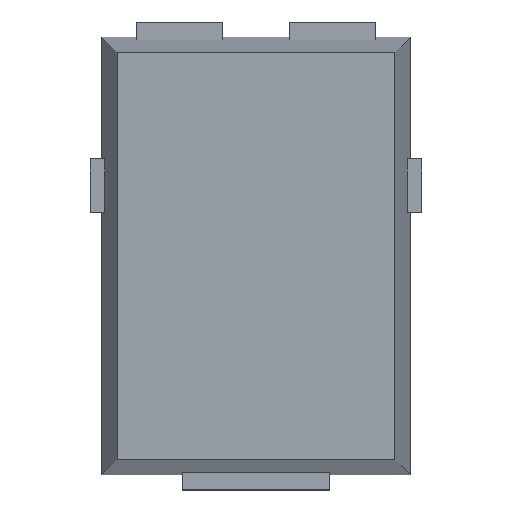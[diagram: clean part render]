
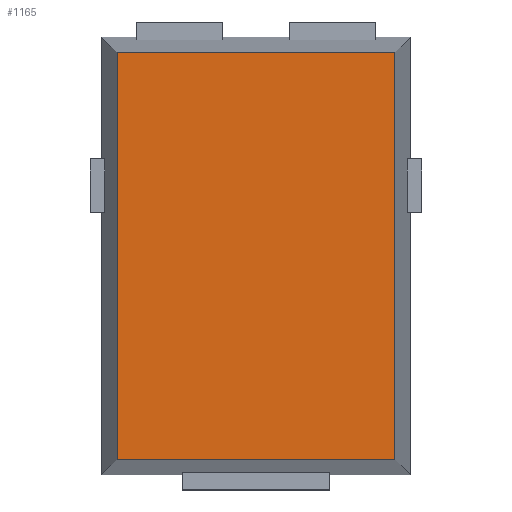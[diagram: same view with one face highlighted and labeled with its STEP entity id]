
A CAD part, top view. The second image highlights one B-rep face of the part: STEP entity #1165.
In plain terms, the highlighted planar face has unit normal (0, 0, 1).
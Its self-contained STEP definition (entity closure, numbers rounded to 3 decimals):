
#4 = ORIENTED_EDGE ( 'NONE', *, *, #560, .T. ) ;
#37 = VERTEX_POINT ( 'NONE', #666 ) ;
#99 = EDGE_CURVE ( 'NONE', #37, #1026, #1065, .T. ) ;
#156 = LINE ( 'NONE', #1147, #772 ) ;
#177 = EDGE_CURVE ( 'NONE', #1026, #1111, #156, .T. ) ;
#184 = VECTOR ( 'NONE', #923, 1000. ) ;
#250 = PLANE ( 'NONE',  #922 ) ;
#274 = LINE ( 'NONE', #983, #955 ) ;
#286 = LINE ( 'NONE', #729, #184 ) ;
#290 = CARTESIAN_POINT ( 'NONE',  ( 2.15, -2.83, 1.22 ) ) ;
#295 = CARTESIAN_POINT ( 'NONE',  ( 1.93, -2.83, 1.22 ) ) ;
#350 = CARTESIAN_POINT ( 'NONE',  ( 0., 0., 1.22 ) ) ;
#393 = DIRECTION ( 'NONE',  ( -1., 0., 0. ) ) ;
#433 = DIRECTION ( 'NONE',  ( 0., 0., 1. ) ) ;
#530 = DIRECTION ( 'NONE',  ( 1., 0., 0. ) ) ;
#552 = CARTESIAN_POINT ( 'NONE',  ( -1.93, 2.83, 1.22 ) ) ;
#560 = EDGE_CURVE ( 'NONE', #769, #37, #286, .T. ) ;
#666 = CARTESIAN_POINT ( 'NONE',  ( -1.93, -2.83, 1.22 ) ) ;
#677 = FACE_OUTER_BOUND ( 'NONE', #946, .T. ) ;
#678 = DIRECTION ( 'NONE',  ( 0., 1., 0. ) ) ;
#729 = CARTESIAN_POINT ( 'NONE',  ( -1.93, -2.83, 1.22 ) ) ;
#769 = VERTEX_POINT ( 'NONE', #552 ) ;
#770 = VECTOR ( 'NONE', #1236, 1000. ) ;
#772 = VECTOR ( 'NONE', #678, 1000. ) ;
#922 = AXIS2_PLACEMENT_3D ( 'NONE', #350, #433, #530 ) ;
#923 = DIRECTION ( 'NONE',  ( 0., -1., 0. ) ) ;
#946 = EDGE_LOOP ( 'NONE', ( #1116, #4, #947, #1061 ) ) ;
#947 = ORIENTED_EDGE ( 'NONE', *, *, #99, .T. ) ;
#955 = VECTOR ( 'NONE', #393, 1000. ) ;
#983 = CARTESIAN_POINT ( 'NONE',  ( -2.15, 2.83, 1.22 ) ) ;
#1026 = VERTEX_POINT ( 'NONE', #295 ) ;
#1061 = ORIENTED_EDGE ( 'NONE', *, *, #177, .T. ) ;
#1065 = LINE ( 'NONE', #290, #770 ) ;
#1104 = CARTESIAN_POINT ( 'NONE',  ( 1.93, 2.83, 1.22 ) ) ;
#1111 = VERTEX_POINT ( 'NONE', #1104 ) ;
#1116 = ORIENTED_EDGE ( 'NONE', *, *, #1227, .T. ) ;
#1147 = CARTESIAN_POINT ( 'NONE',  ( 1.93, 2.83, 1.22 ) ) ;
#1165 = ADVANCED_FACE ( 'NONE', ( #677 ), #250, .T. ) ;
#1227 = EDGE_CURVE ( 'NONE', #1111, #769, #274, .T. ) ;
#1236 = DIRECTION ( 'NONE',  ( 1., 0., 0. ) ) ;
